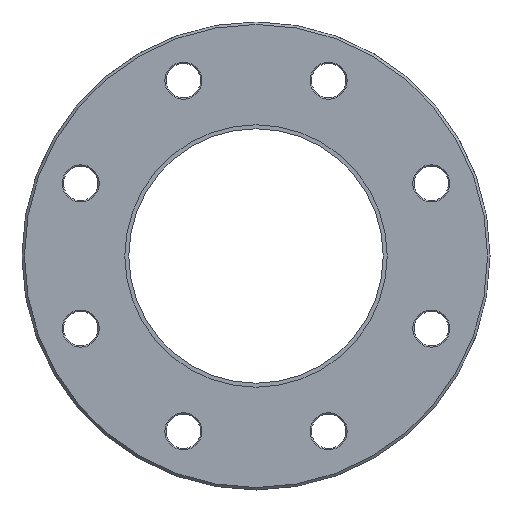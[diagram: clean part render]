
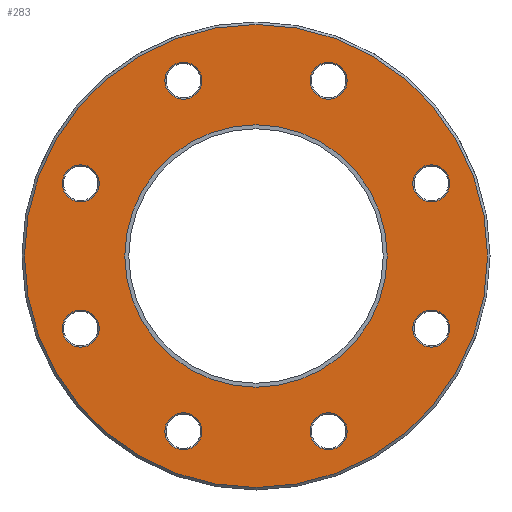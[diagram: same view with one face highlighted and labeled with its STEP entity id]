
A CAD part, left-side view. The second image highlights one B-rep face of the part: STEP entity #283.
In plain terms, the highlighted planar face has unit normal (-1, 0, 0).
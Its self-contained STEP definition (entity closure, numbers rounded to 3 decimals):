
#21 = AXIS2_PLACEMENT_3D ( 'NONE', #991, #858, #423 ) ;
#73 = AXIS2_PLACEMENT_3D ( 'NONE', #1260, #984, #707 ) ;
#78 = EDGE_LOOP ( 'NONE', ( #813 ) ) ;
#81 = DIRECTION ( 'NONE',  ( -1., 0., 0. ) ) ;
#102 = VERTEX_POINT ( 'NONE', #1371 ) ;
#131 = DIRECTION ( 'NONE',  ( 1., 0., 0. ) ) ;
#135 = FACE_BOUND ( 'NONE', #1666, .T. ) ;
#146 = AXIS2_PLACEMENT_3D ( 'NONE', #917, #909, #382 ) ;
#158 = CARTESIAN_POINT ( 'NONE',  ( -17.5, -17.642, 42.591 ) ) ;
#213 = VERTEX_POINT ( 'NONE', #939 ) ;
#224 = EDGE_LOOP ( 'NONE', ( #243 ) ) ;
#229 = VERTEX_POINT ( 'NONE', #1488 ) ;
#238 = FACE_OUTER_BOUND ( 'NONE', #487, .T. ) ;
#243 = ORIENTED_EDGE ( 'NONE', *, *, #286, .T. ) ;
#259 = DIRECTION ( 'NONE',  ( 1., 0., 0. ) ) ;
#265 = CIRCLE ( 'NONE', #146, 4.5 ) ;
#277 = CARTESIAN_POINT ( 'NONE',  ( -17.5, 0., 56.25 ) ) ;
#281 = VERTEX_POINT ( 'NONE', #1627 ) ;
#283 = ADVANCED_FACE ( 'NONE', ( #655, #408, #1414, #1675, #554, #315, #1057, #135, #238, #1268 ), #891, .T. ) ;
#284 = DIRECTION ( 'NONE',  ( 0., 0., 1. ) ) ;
#286 = EDGE_CURVE ( 'NONE', #1166, #1166, #1533, .T. ) ;
#287 = CARTESIAN_POINT ( 'NONE',  ( -17.5, -17.642, 47.091 ) ) ;
#315 = FACE_BOUND ( 'NONE', #224, .T. ) ;
#334 = EDGE_LOOP ( 'NONE', ( #1474 ) ) ;
#343 = CARTESIAN_POINT ( 'NONE',  ( -17.5, 42.591, 17.642 ) ) ;
#377 = AXIS2_PLACEMENT_3D ( 'NONE', #1741, #677, #935 ) ;
#382 = DIRECTION ( 'NONE',  ( 0., 0., 1. ) ) ;
#400 = CARTESIAN_POINT ( 'NONE',  ( -17.5, -42.591, -17.642 ) ) ;
#408 = FACE_BOUND ( 'NONE', #619, .T. ) ;
#423 = DIRECTION ( 'NONE',  ( 0., 0., 1. ) ) ;
#429 = EDGE_CURVE ( 'NONE', #1404, #1404, #265, .T. ) ;
#487 = EDGE_LOOP ( 'NONE', ( #727 ) ) ;
#493 = CIRCLE ( 'NONE', #1699, 4.5 ) ;
#528 = CARTESIAN_POINT ( 'NONE',  ( -17.5, 17.642, 47.091 ) ) ;
#530 = AXIS2_PLACEMENT_3D ( 'NONE', #887, #81, #1019 ) ;
#554 = FACE_BOUND ( 'NONE', #1593, .T. ) ;
#604 = DIRECTION ( 'NONE',  ( 0., 0., 1. ) ) ;
#609 = EDGE_CURVE ( 'NONE', #1028, #1028, #1453, .T. ) ;
#619 = EDGE_LOOP ( 'NONE', ( #1421 ) ) ;
#646 = VERTEX_POINT ( 'NONE', #528 ) ;
#652 = EDGE_CURVE ( 'NONE', #281, #281, #871, .T. ) ;
#655 = FACE_BOUND ( 'NONE', #1276, .T. ) ;
#665 = EDGE_CURVE ( 'NONE', #646, #646, #716, .T. ) ;
#674 = DIRECTION ( 'NONE',  ( 1., 0., 0. ) ) ;
#677 = DIRECTION ( 'NONE',  ( 1., 0., 0. ) ) ;
#685 = CARTESIAN_POINT ( 'NONE',  ( -17.5, 42.591, -17.642 ) ) ;
#703 = EDGE_CURVE ( 'NONE', #229, #229, #493, .T. ) ;
#706 = AXIS2_PLACEMENT_3D ( 'NONE', #1346, #1486, #284 ) ;
#707 = DIRECTION ( 'NONE',  ( 0., 0., 1. ) ) ;
#714 = CIRCLE ( 'NONE', #1141, 4.5 ) ;
#716 = CIRCLE ( 'NONE', #377, 4.5 ) ;
#727 = ORIENTED_EDGE ( 'NONE', *, *, #1262, .T. ) ;
#783 = ORIENTED_EDGE ( 'NONE', *, *, #665, .T. ) ;
#795 = CARTESIAN_POINT ( 'NONE',  ( -17.5, 17.642, -38.091 ) ) ;
#801 = DIRECTION ( 'NONE',  ( 0., 0., 1. ) ) ;
#806 = DIRECTION ( 'NONE',  ( 0., 0., 1. ) ) ;
#813 = ORIENTED_EDGE ( 'NONE', *, *, #652, .T. ) ;
#817 = DIRECTION ( 'NONE',  ( -1., 0., 0. ) ) ;
#839 = EDGE_LOOP ( 'NONE', ( #1537 ) ) ;
#858 = DIRECTION ( 'NONE',  ( 1., 0., 0. ) ) ;
#871 = CIRCLE ( 'NONE', #706, 31.875 ) ;
#879 = ORIENTED_EDGE ( 'NONE', *, *, #1162, .T. ) ;
#887 = CARTESIAN_POINT ( 'NONE',  ( -17.5, 28.425, 0. ) ) ;
#891 = PLANE ( 'NONE',  #530 ) ;
#909 = DIRECTION ( 'NONE',  ( 1., 0., 0. ) ) ;
#917 = CARTESIAN_POINT ( 'NONE',  ( -17.5, 17.642, -42.591 ) ) ;
#935 = DIRECTION ( 'NONE',  ( 0., 0., 1. ) ) ;
#939 = CARTESIAN_POINT ( 'NONE',  ( -17.5, -17.642, -38.091 ) ) ;
#981 = EDGE_LOOP ( 'NONE', ( #783 ) ) ;
#984 = DIRECTION ( 'NONE',  ( 1., 0., 0. ) ) ;
#991 = CARTESIAN_POINT ( 'NONE',  ( -17.5, -42.591, 17.642 ) ) ;
#1011 = VERTEX_POINT ( 'NONE', #277 ) ;
#1019 = DIRECTION ( 'NONE',  ( 0., 0., 1. ) ) ;
#1028 = VERTEX_POINT ( 'NONE', #1619 ) ;
#1057 = FACE_BOUND ( 'NONE', #981, .T. ) ;
#1064 = AXIS2_PLACEMENT_3D ( 'NONE', #1505, #817, #806 ) ;
#1141 = AXIS2_PLACEMENT_3D ( 'NONE', #158, #674, #1620 ) ;
#1151 = AXIS2_PLACEMENT_3D ( 'NONE', #343, #1426, #604 ) ;
#1162 = EDGE_CURVE ( 'NONE', #213, #213, #1739, .T. ) ;
#1166 = VERTEX_POINT ( 'NONE', #1604 ) ;
#1210 = VERTEX_POINT ( 'NONE', #287 ) ;
#1260 = CARTESIAN_POINT ( 'NONE',  ( -17.5, -17.642, -42.591 ) ) ;
#1262 = EDGE_CURVE ( 'NONE', #1011, #1011, #1502, .T. ) ;
#1268 = FACE_BOUND ( 'NONE', #78, .T. ) ;
#1276 = EDGE_LOOP ( 'NONE', ( #1735 ) ) ;
#1342 = EDGE_CURVE ( 'NONE', #1210, #1210, #714, .T. ) ;
#1346 = CARTESIAN_POINT ( 'NONE',  ( -17.5, 0., 0. ) ) ;
#1371 = CARTESIAN_POINT ( 'NONE',  ( -17.5, -42.591, 22.142 ) ) ;
#1404 = VERTEX_POINT ( 'NONE', #795 ) ;
#1414 = FACE_BOUND ( 'NONE', #839, .T. ) ;
#1421 = ORIENTED_EDGE ( 'NONE', *, *, #1342, .T. ) ;
#1426 = DIRECTION ( 'NONE',  ( 1., 0., 0. ) ) ;
#1439 = CIRCLE ( 'NONE', #21, 4.5 ) ;
#1448 = AXIS2_PLACEMENT_3D ( 'NONE', #685, #259, #1729 ) ;
#1453 = CIRCLE ( 'NONE', #1448, 4.5 ) ;
#1474 = ORIENTED_EDGE ( 'NONE', *, *, #609, .T. ) ;
#1486 = DIRECTION ( 'NONE',  ( 1., 0., 0. ) ) ;
#1488 = CARTESIAN_POINT ( 'NONE',  ( -17.5, -42.591, -13.142 ) ) ;
#1491 = EDGE_CURVE ( 'NONE', #102, #102, #1439, .T. ) ;
#1502 = CIRCLE ( 'NONE', #1064, 56.25 ) ;
#1505 = CARTESIAN_POINT ( 'NONE',  ( -17.5, 0., 0. ) ) ;
#1533 = CIRCLE ( 'NONE', #1151, 4.5 ) ;
#1537 = ORIENTED_EDGE ( 'NONE', *, *, #429, .T. ) ;
#1574 = ORIENTED_EDGE ( 'NONE', *, *, #703, .T. ) ;
#1593 = EDGE_LOOP ( 'NONE', ( #1574 ) ) ;
#1604 = CARTESIAN_POINT ( 'NONE',  ( -17.5, 42.591, 22.142 ) ) ;
#1619 = CARTESIAN_POINT ( 'NONE',  ( -17.5, 42.591, -13.142 ) ) ;
#1620 = DIRECTION ( 'NONE',  ( 0., 0., 1. ) ) ;
#1627 = CARTESIAN_POINT ( 'NONE',  ( -17.5, 0., 31.875 ) ) ;
#1666 = EDGE_LOOP ( 'NONE', ( #879 ) ) ;
#1675 = FACE_BOUND ( 'NONE', #334, .T. ) ;
#1699 = AXIS2_PLACEMENT_3D ( 'NONE', #400, #131, #801 ) ;
#1729 = DIRECTION ( 'NONE',  ( 0., 0., 1. ) ) ;
#1735 = ORIENTED_EDGE ( 'NONE', *, *, #1491, .T. ) ;
#1739 = CIRCLE ( 'NONE', #73, 4.5 ) ;
#1741 = CARTESIAN_POINT ( 'NONE',  ( -17.5, 17.642, 42.591 ) ) ;
